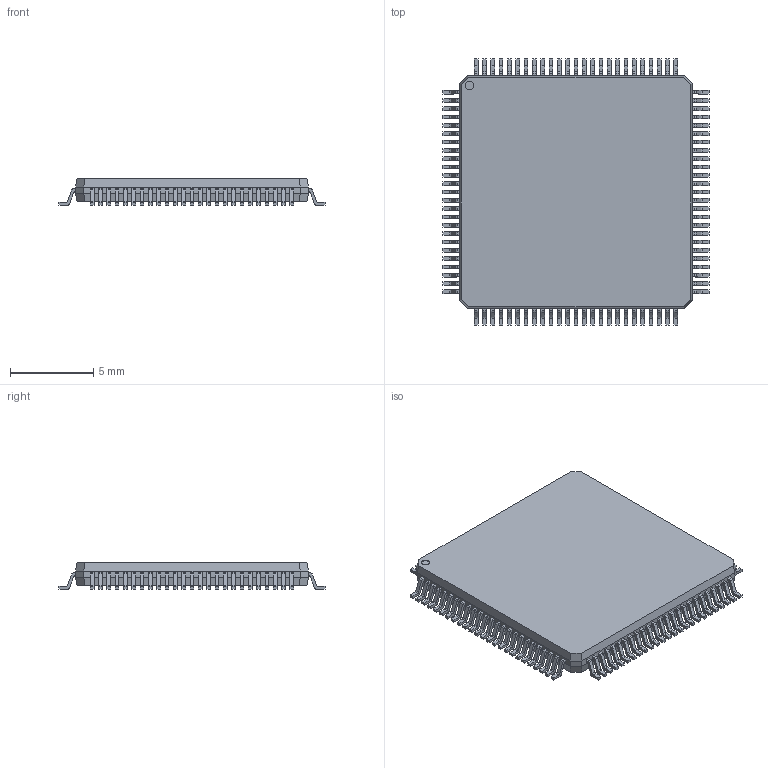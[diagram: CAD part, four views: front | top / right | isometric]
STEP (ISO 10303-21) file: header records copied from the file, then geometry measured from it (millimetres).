
FILE_DESCRIPTION (( 'STEP AP214' ), '1' );
FILE_NAME ('296EED43-FD34-4AD2-9FE8-50DFAEA5BC1A.STEP', '2022-09-20T21:40:14', ( '' ), ( '' ), 'SwSTEP 2.0', 'SolidWorks 2022', '' );
FILE_SCHEMA (( 'AUTOMOTIVE_DESIGN' ));
Length unit declared in the file: millimetre
Products named in the file (1): 296EED43-FD34-4AD2-9FE8-50DFAEA5BC1A
Bounding box: 16 x 16 x 1.6 mm (x, y, z)
Volume: 276.8 mm3; surface area: 577.9 mm2
Topology: 1 solids, 1 shells, 1329 faces, 3662 edges, 2436 vertices
Faces by surface type: plane 927, cylinder 402
Entity records: 42505 total; most frequent: CARTESIAN_POINT 7428, ORIENTED_EDGE 7324, DIRECTION 7126, EDGE_CURVE 3662, LINE 2858, VECTOR 2858, VERTEX_POINT 2436, AXIS2_PLACEMENT_3D 2134
